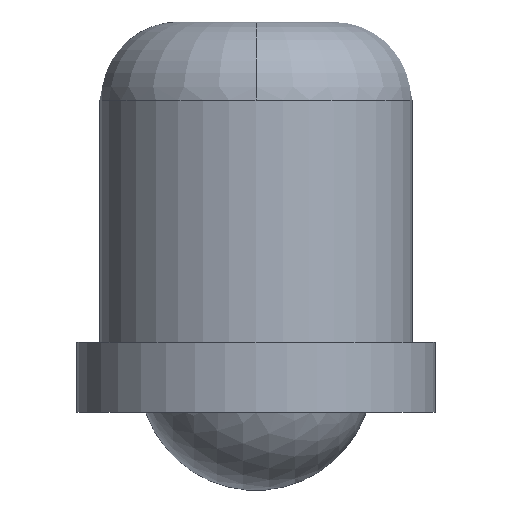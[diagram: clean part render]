
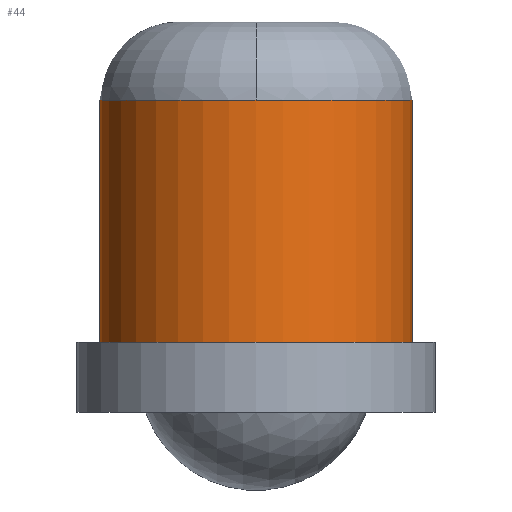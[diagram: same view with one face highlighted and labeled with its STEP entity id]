
A CAD part, front view. The second image highlights one B-rep face of the part: STEP entity #44.
In plain terms, the highlighted cylindrical face has radius 2 mm (diameter 4 mm), a partial arc.
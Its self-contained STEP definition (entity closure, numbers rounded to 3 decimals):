
#44=ADVANCED_FACE('',(#95),#96,.T.);
#95=FACE_OUTER_BOUND('',#153,.T.);
#96=CYLINDRICAL_SURFACE('',#154,2.);
#153=EDGE_LOOP('',(#216,#217,#218,#219,#220));
#154=AXIS2_PLACEMENT_3D('',#221,#222,#223);
#216=ORIENTED_EDGE('',*,*,#334,.F.);
#217=ORIENTED_EDGE('',*,*,#331,.T.);
#218=ORIENTED_EDGE('',*,*,#335,.T.);
#219=ORIENTED_EDGE('',*,*,#336,.F.);
#220=ORIENTED_EDGE('',*,*,#337,.F.);
#221=CARTESIAN_POINT('',(0.,0.0,3.45));
#222=DIRECTION('',(0.,0.0,-1.0));
#223=DIRECTION('',(1.0,0.,0.));
#331=EDGE_CURVE('',#385,#383,#386,.T.);
#334=EDGE_CURVE('',#385,#389,#390,.T.);
#335=EDGE_CURVE('',#383,#391,#392,.T.);
#336=EDGE_CURVE('',#393,#391,#394,.T.);
#337=EDGE_CURVE('',#389,#393,#395,.T.);
#383=VERTEX_POINT('',#449);
#385=VERTEX_POINT('',#451);
#386=CIRCLE('',#452,2.);
#389=VERTEX_POINT('',#455);
#390=LINE('',#456,#457);
#391=VERTEX_POINT('',#458);
#392=CIRCLE('',#459,2.);
#393=VERTEX_POINT('',#460);
#394=LINE('',#461,#462);
#395=CIRCLE('',#463,2.0);
#449=CARTESIAN_POINT('',(0.,-2.,5.0));
#451=CARTESIAN_POINT('',(2.,0.,5.0));
#452=AXIS2_PLACEMENT_3D('',#527,#528,#529);
#455=CARTESIAN_POINT('',(2.0,0.,1.9));
#456=CARTESIAN_POINT('',(2.,0.,3.45));
#457=VECTOR('',#533,1.0);
#458=CARTESIAN_POINT('',(-2.,0.,5.0));
#459=AXIS2_PLACEMENT_3D('',#534,#535,#536);
#460=CARTESIAN_POINT('',(-2.0,0.,1.9));
#461=CARTESIAN_POINT('',(-2.,0.,3.45));
#462=VECTOR('',#537,1.0);
#463=AXIS2_PLACEMENT_3D('',#538,#539,#540);
#527=CARTESIAN_POINT('',(0.,0.0,5.0));
#528=DIRECTION('',(0.,0.0,-1.0));
#529=DIRECTION('',(1.0,0.,0.));
#533=DIRECTION('',(0.,0.0,-1.0));
#534=CARTESIAN_POINT('',(0.,0.0,5.0));
#535=DIRECTION('',(0.,0.0,-1.0));
#536=DIRECTION('',(1.0,0.,0.));
#537=DIRECTION('',(0.,-0.0,1.0));
#538=CARTESIAN_POINT('',(0.,0.0,1.9));
#539=DIRECTION('',(0.,0.0,-1.0));
#540=DIRECTION('',(1.0,0.,0.));
